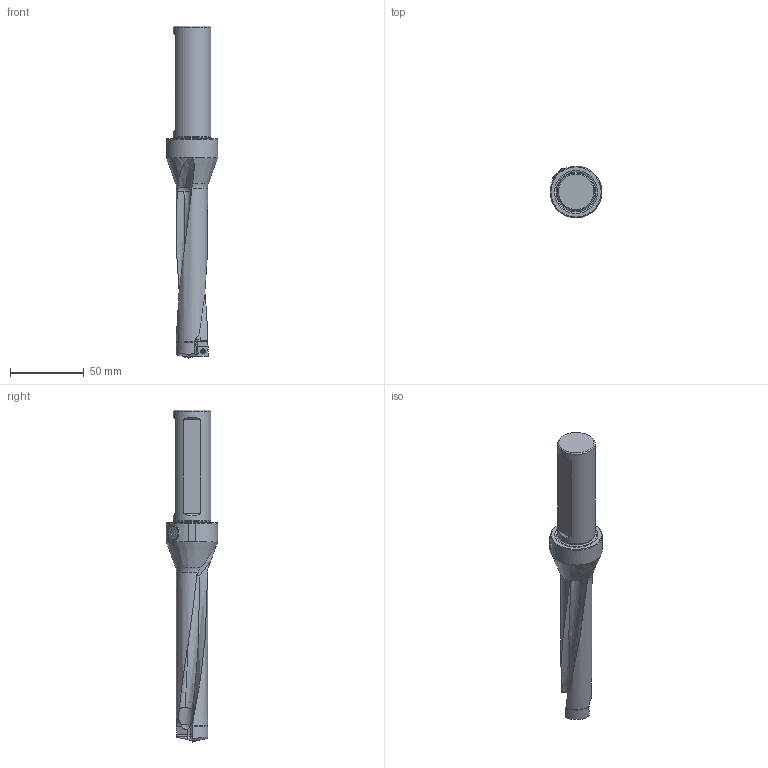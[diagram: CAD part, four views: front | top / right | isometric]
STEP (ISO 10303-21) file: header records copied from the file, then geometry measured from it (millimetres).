
FILE_DESCRIPTION(/* description */ (''),/* implementation_level */ '2;1');
FILE_NAME(/* name */ 'TCF0875R5SSF100C_GTM.stp',/* time_stamp */ '2018-08-12T09:03:43-04:00',/* author */ ('Virtual Machining Team'),/* organization */ ('Kennametal, Inc.'),/* preprocessor_version */ 'ST-DEVELOPER v15',/* originating_system */ 'SIEMENS PLM Software NX 9.0',/* authorisation */ '');
FILE_SCHEMA (('AUTOMOTIVE_DESIGN { 1 0 10303 214 3 1 1 1 }'));
Length unit declared in the file: millimetre
Products named in the file (1): TCF0875R5SSF100C_GTM
Bounding box: 34.86 x 34.92 x 224.39 mm (x, y, z)
Volume: 84105.3 mm3; surface area: 20329 mm2
Topology: 6 solids, 6 shells, 290 faces, 782 edges, 508 vertices
Faces by surface type: plane 121, cylinder 113, cone 22, bspline 19, torus 10, sphere 5
Full cylindrical faces by diameter (mm): 1.9 x2, 2.2 x2, 2.6 x2, 3.05 x2, 3.4 x2, 25.4 x1
Entity records: 9542 total; most frequent: CARTESIAN_POINT 2339, DIRECTION 1515, ORIENTED_EDGE 1472, EDGE_CURVE 736, AXIS2_PLACEMENT_3D 588, VERTEX_POINT 495, LINE 339, VECTOR 339
